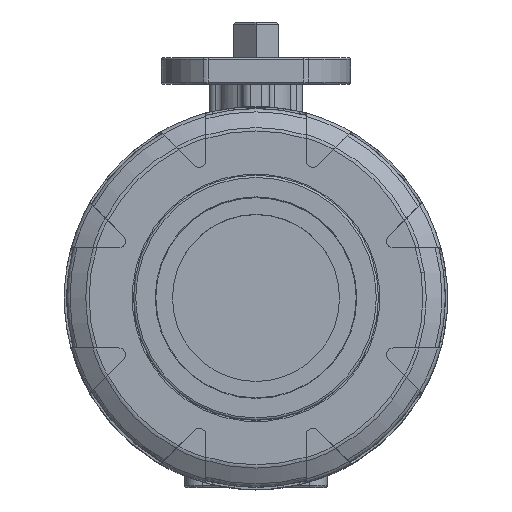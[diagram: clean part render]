
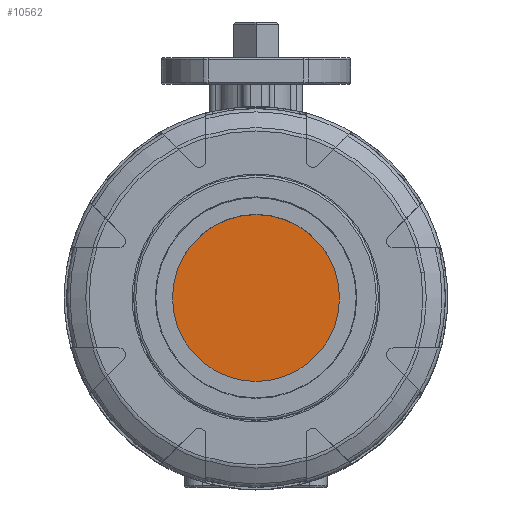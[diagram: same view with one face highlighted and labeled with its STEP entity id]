
A CAD part, top view. The second image highlights one B-rep face of the part: STEP entity #10562.
In plain terms, the highlighted planar face has unit normal (0, 0, 1).
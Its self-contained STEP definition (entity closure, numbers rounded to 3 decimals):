
#569=PLANE('',#11489);
#1075=FACE_OUTER_BOUND('',#1706,.T.);
#1706=EDGE_LOOP('',(#7597));
#3633=CIRCLE('',#11490,37.5);
#4236=VERTEX_POINT('',#17009);
#5460=EDGE_CURVE('',#4236,#4236,#3633,.T.);
#7597=ORIENTED_EDGE('',*,*,#5460,.F.);
#10562=ADVANCED_FACE('',(#1075),#569,.T.);
#11489=AXIS2_PLACEMENT_3D('',#17008,#13408,#13409);
#11490=AXIS2_PLACEMENT_3D('',#17010,#13410,#13411);
#13408=DIRECTION('center_axis',(0.,0.,1.));
#13409=DIRECTION('ref_axis',(0.,-1.,0.));
#13410=DIRECTION('center_axis',(0.,0.,-1.));
#13411=DIRECTION('ref_axis',(-1.,0.,0.));
#17008=CARTESIAN_POINT('Origin',(0.,15.,30.));
#17009=CARTESIAN_POINT('',(37.5,0.,30.));
#17010=CARTESIAN_POINT('Origin',(0.,0.,30.));
